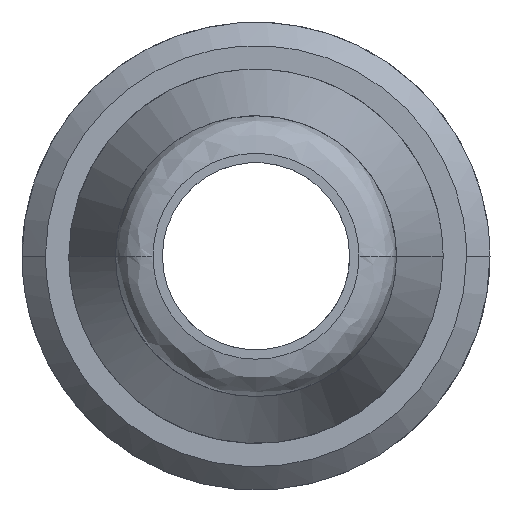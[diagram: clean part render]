
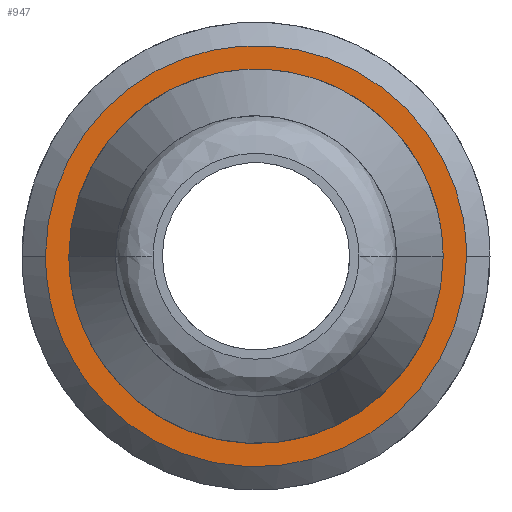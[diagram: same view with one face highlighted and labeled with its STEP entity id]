
A CAD part, front view. The second image highlights one B-rep face of the part: STEP entity #947.
In plain terms, the highlighted free-form (B-spline) face has degree [1, 1] with [2, 2] control points.
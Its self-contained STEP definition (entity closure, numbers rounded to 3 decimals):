
#8 = CARTESIAN_POINT ( 'NONE',  ( -0.882, -1., 1.529 ) ) ;
#10 = CARTESIAN_POINT ( 'NONE',  ( -2.277, -1., 2.277 ) ) ;
#15 = CARTESIAN_POINT ( 'NONE',  ( 0.457, -1., -1.705 ) ) ;
#21 = B_SPLINE_CURVE_WITH_KNOTS ( 'NONE', 3,
 ( #1760, #1908, #890, #1914, #1617, #902, #8, #1035, #1189, #153, #1329, #1201, #596, #1606, #1767, #1043, #1379, #1117 ),
 .UNSPECIFIED., .F., .F.,
 ( 4, 2, 2, 2, 2, 2, 2, 2, 4 ),
 ( 0., 0.393, 0.785, 1.178, 1.571, 1.963, 2.356, 2.749, 3.142 ),
 .UNSPECIFIED. ) ;
#30 = EDGE_CURVE ( 'NONE', #992, #1521, #1505, .T. ) ;
#110 = B_SPLINE_SURFACE_WITH_KNOTS ( 'NONE', 1, 1, ( 
 ( #1331, #302 ),
 ( #1792, #10 ) ),
 .UNSPECIFIED., .F., .F., .F.,
 ( 2, 2 ),
 ( 2, 2 ),
 ( 0., 1. ),
 ( 0., 1. ),
 .UNSPECIFIED. ) ;
#122 = CARTESIAN_POINT ( 'NONE',  ( -2.25, -1., 1.318 ) ) ;
#144 = CARTESIAN_POINT ( 'NONE',  ( -0.882, -1., -1.529 ) ) ;
#153 = CARTESIAN_POINT ( 'NONE',  ( 0.23, -1., 1.75 ) ) ;
#182 = CARTESIAN_POINT ( 'NONE',  ( 2.25, -1., -4.5 ) ) ;
#274 = EDGE_LOOP ( 'NONE', ( #1389, #1636 ) ) ;
#279 = CARTESIAN_POINT ( 'NONE',  ( 0., -1., 2.25 ) ) ;
#290 = ORIENTED_EDGE ( 'NONE', *, *, #30, .T. ) ;
#302 = CARTESIAN_POINT ( 'NONE',  ( 2.277, -1., 2.277 ) ) ;
#311 = CARTESIAN_POINT ( 'NONE',  ( 1.705, -1., -0.457 ) ) ;
#319 = CARTESIAN_POINT ( 'NONE',  ( -1.75, -1., -0.23 ) ) ;
#326 = CARTESIAN_POINT ( 'NONE',  ( -1.75, -1., 0. ) ) ;
#362 = EDGE_CURVE ( 'NONE', #1071, #675, #1412, .T. ) ;
#443 = CARTESIAN_POINT ( 'NONE',  ( 1.318, -1., 2.25 ) ) ;
#458 = CARTESIAN_POINT ( 'NONE',  ( -0.457, -1., -1.705 ) ) ;
#527 = CARTESIAN_POINT ( 'NONE',  ( -2.25, -1., 0. ) ) ;
#595 = CARTESIAN_POINT ( 'NONE',  ( 2.25, -1., 0. ) ) ;
#596 = CARTESIAN_POINT ( 'NONE',  ( 1.075, -1., 1.4 ) ) ;
#610 = CARTESIAN_POINT ( 'NONE',  ( 0.23, -1., -1.75 ) ) ;
#621 = CARTESIAN_POINT ( 'NONE',  ( -2.25, -1., -4.5 ) ) ;
#675 = VERTEX_POINT ( 'NONE', #527 ) ;
#750 = CARTESIAN_POINT ( 'NONE',  ( 1.529, -1., -0.882 ) ) ;
#847 = FACE_OUTER_BOUND ( 'NONE', #274, .T. ) ;
#890 = CARTESIAN_POINT ( 'NONE',  ( -1.705, -1., 0.457 ) ) ;
#898 = CARTESIAN_POINT ( 'NONE',  ( 0.882, -1., -1.529 ) ) ;
#902 = CARTESIAN_POINT ( 'NONE',  ( -1.075, -1., 1.4 ) ) ;
#909 = CARTESIAN_POINT ( 'NONE',  ( -1.4, -1., -1.075 ) ) ;
#947 = ADVANCED_FACE ( 'NONE', ( #967, #847 ), #110, .F. ) ;
#967 = FACE_BOUND ( 'NONE', #1855, .T. ) ;
#992 = VERTEX_POINT ( 'NONE', #1608 ) ;
#1035 = CARTESIAN_POINT ( 'NONE',  ( -0.457, -1., 1.705 ) ) ;
#1043 = CARTESIAN_POINT ( 'NONE',  ( 1.705, -1., 0.457 ) ) ;
#1045 = CARTESIAN_POINT ( 'NONE',  ( 1.75, -1., 0. ) ) ;
#1060 = CARTESIAN_POINT ( 'NONE',  ( -1.075, -1., -1.4 ) ) ;
#1067 = CARTESIAN_POINT ( 'NONE',  ( 2.25, -1., 0. ) ) ;
#1069 = CARTESIAN_POINT ( 'NONE',  ( -1.75, -1., 0. ) ) ;
#1071 = VERTEX_POINT ( 'NONE', #1067 ) ;
#1117 = CARTESIAN_POINT ( 'NONE',  ( 1.75, -1., 0. ) ) ;
#1174 = CARTESIAN_POINT ( 'NONE',  ( -1.318, -1., 2.25 ) ) ;
#1189 = CARTESIAN_POINT ( 'NONE',  ( -0.23, -1., 1.75 ) ) ;
#1201 = CARTESIAN_POINT ( 'NONE',  ( 0.882, -1., 1.529 ) ) ;
#1211 = CARTESIAN_POINT ( 'NONE',  ( -1.705, -1., -0.457 ) ) ;
#1286 = EDGE_CURVE ( 'NONE', #675, #1071, #1816, .T. ) ;
#1329 = CARTESIAN_POINT ( 'NONE',  ( 0.457, -1., 1.705 ) ) ;
#1331 = CARTESIAN_POINT ( 'NONE',  ( 2.277, -1., -2.277 ) ) ;
#1336 = CARTESIAN_POINT ( 'NONE',  ( -1.529, -1., -0.882 ) ) ;
#1367 = CARTESIAN_POINT ( 'NONE',  ( -2.25, -1., 0. ) ) ;
#1379 = CARTESIAN_POINT ( 'NONE',  ( 1.75, -1., 0.23 ) ) ;
#1389 = ORIENTED_EDGE ( 'NONE', *, *, #362, .F. ) ;
#1412 =( BOUNDED_CURVE ( )  B_SPLINE_CURVE ( 3, ( #1479, #182, #621, #1367 ),
 .UNSPECIFIED., .F., .F. ) 
 B_SPLINE_CURVE_WITH_KNOTS ( ( 4, 4 ),
 ( -3.142, 0. ),
 .UNSPECIFIED. ) 
 CURVE ( )  GEOMETRIC_REPRESENTATION_ITEM ( )  RATIONAL_B_SPLINE_CURVE ( ( 1., 0.333, 0.333, 1. ) ) 
 REPRESENTATION_ITEM ( '' )  );
#1466 = CARTESIAN_POINT ( 'NONE',  ( 2.25, -1., 1.318 ) ) ;
#1479 = CARTESIAN_POINT ( 'NONE',  ( 2.25, -1., 0. ) ) ;
#1496 = CARTESIAN_POINT ( 'NONE',  ( 1.75, -1., -0.23 ) ) ;
#1505 = B_SPLINE_CURVE_WITH_KNOTS ( 'NONE', 3,
 ( #1045, #1496, #311, #750, #1798, #1634, #898, #15, #610, #1628, #458, #144, #1060, #909, #1336, #1211, #319, #326 ),
 .UNSPECIFIED., .F., .F.,
 ( 4, 2, 2, 2, 2, 2, 2, 2, 4 ),
 ( 0., 0.393, 0.785, 1.178, 1.571, 1.963, 2.356, 2.749, 3.142 ),
 .UNSPECIFIED. ) ;
#1521 = VERTEX_POINT ( 'NONE', #1069 ) ;
#1533 = ORIENTED_EDGE ( 'NONE', *, *, #1716, .T. ) ;
#1606 = CARTESIAN_POINT ( 'NONE',  ( 1.4, -1., 1.075 ) ) ;
#1608 = CARTESIAN_POINT ( 'NONE',  ( 1.75, -1., 0. ) ) ;
#1617 = CARTESIAN_POINT ( 'NONE',  ( -1.4, -1., 1.075 ) ) ;
#1628 = CARTESIAN_POINT ( 'NONE',  ( -0.23, -1., -1.75 ) ) ;
#1634 = CARTESIAN_POINT ( 'NONE',  ( 1.075, -1., -1.4 ) ) ;
#1636 = ORIENTED_EDGE ( 'NONE', *, *, #1286, .F. ) ;
#1716 = EDGE_CURVE ( 'NONE', #1521, #992, #21, .T. ) ;
#1755 = CARTESIAN_POINT ( 'NONE',  ( -2.25, -1., 0. ) ) ;
#1760 = CARTESIAN_POINT ( 'NONE',  ( -1.75, -1., 0. ) ) ;
#1767 = CARTESIAN_POINT ( 'NONE',  ( 1.529, -1., 0.882 ) ) ;
#1792 = CARTESIAN_POINT ( 'NONE',  ( -2.277, -1., -2.277 ) ) ;
#1798 = CARTESIAN_POINT ( 'NONE',  ( 1.4, -1., -1.075 ) ) ;
#1816 =( BOUNDED_CURVE ( )  B_SPLINE_CURVE ( 3, ( #1755, #122, #1174, #279, #443, #1466, #595 ),
 .UNSPECIFIED., .F., .F. ) 
 B_SPLINE_CURVE_WITH_KNOTS ( ( 4, 3, 4 ),
 ( -3.142, -1.571, 0. ),
 .UNSPECIFIED. ) 
 CURVE ( )  GEOMETRIC_REPRESENTATION_ITEM ( )  RATIONAL_B_SPLINE_CURVE ( ( 1., 0.805, 0.805, 1., 0.805, 0.805, 1. ) ) 
 REPRESENTATION_ITEM ( '' )  );
#1855 = EDGE_LOOP ( 'NONE', ( #290, #1533 ) ) ;
#1908 = CARTESIAN_POINT ( 'NONE',  ( -1.75, -1., 0.23 ) ) ;
#1914 = CARTESIAN_POINT ( 'NONE',  ( -1.529, -1., 0.882 ) ) ;
